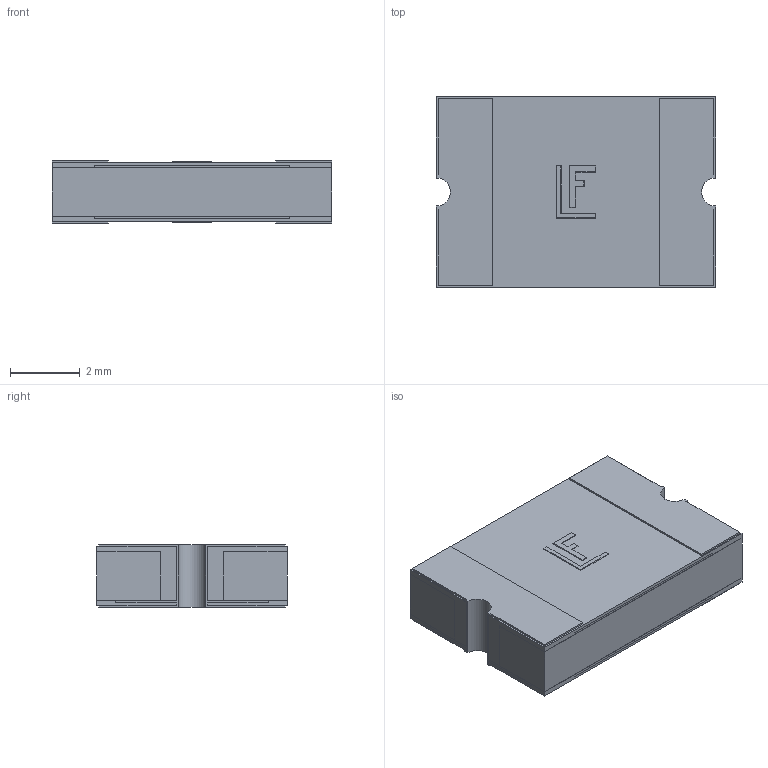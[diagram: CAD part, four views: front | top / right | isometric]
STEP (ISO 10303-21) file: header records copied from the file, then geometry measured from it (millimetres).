
FILE_DESCRIPTION(('STEP AP214'), '1');
FILE_NAME('polyfuse', '2019-06-24T19:27:45', ('Nobody'), (''), 'ASCON STEP Converter 1.3', 'ASCON Math Kernel', '');
FILE_SCHEMA(('AUTOMOTIVE_DESIGN { 1 0 10303 214 3 1 1}'));
Length unit declared in the file: millimetre
Bounding box: 7.98 x 5.44 x 1.8 mm (x, y, z)
Volume: 74.6 mm3; surface area: 554.9 mm2
Topology: 9 solids, 9 shells, 178 faces, 488 edges, 330 vertices
Faces by surface type: plane 162, cylinder 16
Entity records: 7079 total; most frequent: CARTESIAN_POINT 987, ORIENTED_EDGE 960, DIRECTION 882, EDGE_CURVE 480, LINE 452, VECTOR 452, VERTEX_POINT 320, AXIS2_PLACEMENT_3D 215
